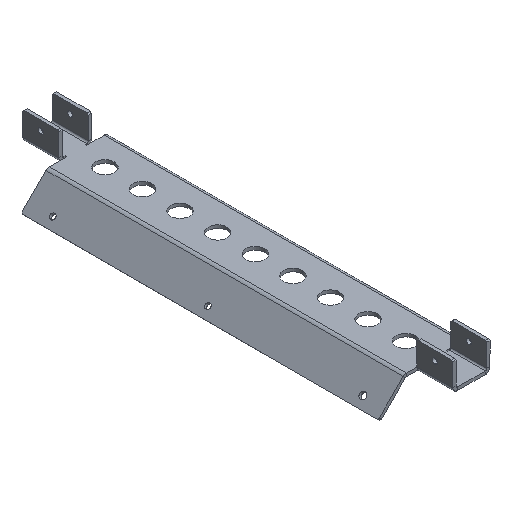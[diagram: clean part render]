
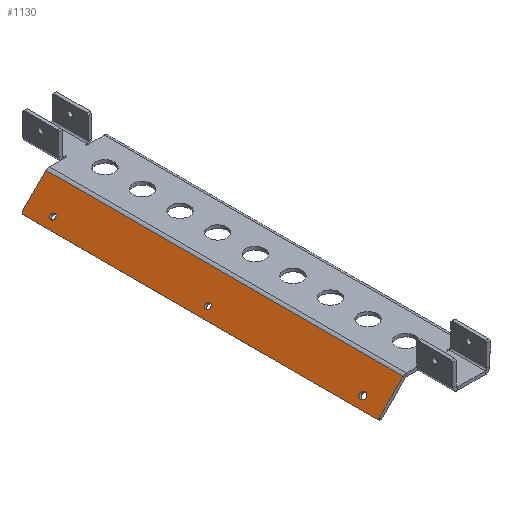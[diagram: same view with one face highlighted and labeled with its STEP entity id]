
A CAD part, isometric view. The second image highlights one B-rep face of the part: STEP entity #1130.
In plain terms, the highlighted planar face has unit normal (-0.707, 0, 0.707).
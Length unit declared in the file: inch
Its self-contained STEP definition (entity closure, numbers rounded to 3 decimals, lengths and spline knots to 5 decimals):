
#64 = DIRECTION ( 'NONE',  ( -0.707, 0., 0.707 ) ) ;
#93 = CARTESIAN_POINT ( 'NONE',  ( -1.95402, -0.0625, -0.65761 ) ) ;
#152 = ORIENTED_EDGE ( 'NONE', *, *, #985, .T. ) ;
#197 = VECTOR ( 'NONE', #2195, 39.37008 ) ;
#208 = ORIENTED_EDGE ( 'NONE', *, *, #542, .F. ) ;
#401 = CARTESIAN_POINT ( 'NONE',  ( -1.22633, -7.125, 0.07008 ) ) ;
#443 = DIRECTION ( 'NONE',  ( 0.707, 0., 0.707 ) ) ;
#478 = CARTESIAN_POINT ( 'NONE',  ( -1.95402, -6.25, -0.65761 ) ) ;
#539 = VERTEX_POINT ( 'NONE', #1149 ) ;
#542 = EDGE_CURVE ( 'NONE', #2914, #2140, #1868, .T. ) ;
#545 = ORIENTED_EDGE ( 'NONE', *, *, #2300, .T. ) ;
#558 = ORIENTED_EDGE ( 'NONE', *, *, #5377, .F. ) ;
#655 = CARTESIAN_POINT ( 'NONE',  ( -0.66115, 0., 0.63526 ) ) ;
#688 = EDGE_CURVE ( 'NONE', #1902, #4434, #4971, .T. ) ;
#746 = CARTESIAN_POINT ( 'NONE',  ( -1.95402, 6.125, -0.65761 ) ) ;
#833 = CARTESIAN_POINT ( 'NONE',  ( -1.87978, 6.125, -0.58336 ) ) ;
#835 = VERTEX_POINT ( 'NONE', #833 ) ;
#843 = AXIS2_PLACEMENT_3D ( 'NONE', #5289, #1283, #1201 ) ;
#858 = ORIENTED_EDGE ( 'NONE', *, *, #4342, .F. ) ;
#875 = LINE ( 'NONE', #904, #2879 ) ;
#904 = CARTESIAN_POINT ( 'NONE',  ( -2.21919, 0., -0.92277 ) ) ;
#928 = LINE ( 'NONE', #4143, #4319 ) ;
#973 = DIRECTION ( 'NONE',  ( -0.707, 0., 0.707 ) ) ;
#985 = EDGE_CURVE ( 'NONE', #3595, #1795, #928, .T. ) ;
#1005 = LINE ( 'NONE', #2190, #4326 ) ;
#1034 = CIRCLE ( 'NONE', #843, 0.105 ) ;
#1122 = CARTESIAN_POINT ( 'NONE',  ( -2.04736, -6.25, -0.75095 ) ) ;
#1130 = ADVANCED_FACE ( 'NONE', ( #4897, #4508, #1465, #3762 ), #1217, .F. ) ;
#1149 = CARTESIAN_POINT ( 'NONE',  ( -2.21919, -7.075, -0.92277 ) ) ;
#1201 = DIRECTION ( 'NONE',  ( 0.707, 0., 0.707 ) ) ;
#1217 = PLANE ( 'NONE',  #1770 ) ;
#1229 = EDGE_LOOP ( 'NONE', ( #545, #1723, #5398, #1783, #1558, #152 ) ) ;
#1283 = DIRECTION ( 'NONE',  ( -0.707, 0., 0.707 ) ) ;
#1323 = DIRECTION ( 'NONE',  ( 0.707, 0., 0.707 ) ) ;
#1400 = EDGE_LOOP ( 'NONE', ( #558, #858 ) ) ;
#1461 = AXIS2_PLACEMENT_3D ( 'NONE', #746, #3444, #5600 ) ;
#1465 = FACE_BOUND ( 'NONE', #3177, .T. ) ;
#1503 = AXIS2_PLACEMENT_3D ( 'NONE', #1733, #1758, #1323 ) ;
#1511 = EDGE_CURVE ( 'NONE', #4676, #4434, #1005, .T. ) ;
#1558 = ORIENTED_EDGE ( 'NONE', *, *, #5237, .T. ) ;
#1559 = CARTESIAN_POINT ( 'NONE',  ( -2.18383, -7.125, -0.88742 ) ) ;
#1571 = DIRECTION ( 'NONE',  ( -0.707, 0., 0.707 ) ) ;
#1723 = ORIENTED_EDGE ( 'NONE', *, *, #3513, .T. ) ;
#1733 = CARTESIAN_POINT ( 'NONE',  ( -1.95402, 6.125, -0.65761 ) ) ;
#1755 = EDGE_CURVE ( 'NONE', #835, #3640, #2028, .T. ) ;
#1758 = DIRECTION ( 'NONE',  ( -0.707, 0., 0.707 ) ) ;
#1770 = AXIS2_PLACEMENT_3D ( 'NONE', #655, #4674, #4921 ) ;
#1783 = ORIENTED_EDGE ( 'NONE', *, *, #1511, .F. ) ;
#1793 = DIRECTION ( 'NONE',  ( 0.707, 0., 0.707 ) ) ;
#1795 = VERTEX_POINT ( 'NONE', #3914 ) ;
#1840 = DIRECTION ( 'NONE',  ( 0.707, 0., 0.707 ) ) ;
#1868 = CIRCLE ( 'NONE', #3394, 0.132 ) ;
#1902 = VERTEX_POINT ( 'NONE', #4907 ) ;
#2028 = CIRCLE ( 'NONE', #1503, 0.105 ) ;
#2032 = DIRECTION ( 'NONE',  ( 0., -1., 0. ) ) ;
#2140 = VERTEX_POINT ( 'NONE', #1122 ) ;
#2190 = CARTESIAN_POINT ( 'NONE',  ( -1.22633, -7.125, 0.07008 ) ) ;
#2195 = DIRECTION ( 'NONE',  ( 0.5, -0.707, 0.5 ) ) ;
#2300 = EDGE_CURVE ( 'NONE', #1795, #539, #875, .T. ) ;
#2315 = DIRECTION ( 'NONE',  ( 0., -1., 0. ) ) ;
#2323 = CARTESIAN_POINT ( 'NONE',  ( -1.95402, -6.25, -0.65761 ) ) ;
#2520 = CARTESIAN_POINT ( 'NONE',  ( -2.02827, -0.0625, -0.73186 ) ) ;
#2565 = LINE ( 'NONE', #5316, #4613 ) ;
#2599 = DIRECTION ( 'NONE',  ( -0.5, -0.707, -0.5 ) ) ;
#2751 = DIRECTION ( 'NONE',  ( -0.707, 0., -0.707 ) ) ;
#2803 = CARTESIAN_POINT ( 'NONE',  ( -2.02827, 6.125, -0.73186 ) ) ;
#2826 = EDGE_CURVE ( 'NONE', #2140, #2914, #3451, .T. ) ;
#2837 = CARTESIAN_POINT ( 'NONE',  ( -2.18383, 7.125, -0.88742 ) ) ;
#2879 = VECTOR ( 'NONE', #2032, 39.37008 ) ;
#2914 = VERTEX_POINT ( 'NONE', #4900 ) ;
#3177 = EDGE_LOOP ( 'NONE', ( #208, #5499 ) ) ;
#3394 = AXIS2_PLACEMENT_3D ( 'NONE', #2323, #64, #4310 ) ;
#3428 = VECTOR ( 'NONE', #1793, 39.37008 ) ;
#3444 = DIRECTION ( 'NONE',  ( -0.707, 0., 0.707 ) ) ;
#3451 = CIRCLE ( 'NONE', #4834, 0.132 ) ;
#3513 = EDGE_CURVE ( 'NONE', #539, #1902, #5436, .T. ) ;
#3595 = VERTEX_POINT ( 'NONE', #2837 ) ;
#3609 = VERTEX_POINT ( 'NONE', #4005 ) ;
#3640 = VERTEX_POINT ( 'NONE', #2803 ) ;
#3740 = ORIENTED_EDGE ( 'NONE', *, *, #4137, .F. ) ;
#3762 = FACE_OUTER_BOUND ( 'NONE', #1229, .T. ) ;
#3874 = VERTEX_POINT ( 'NONE', #2520 ) ;
#3914 = CARTESIAN_POINT ( 'NONE',  ( -2.21919, 7.075, -0.92277 ) ) ;
#3995 = CIRCLE ( 'NONE', #1461, 0.105 ) ;
#4005 = CARTESIAN_POINT ( 'NONE',  ( -1.87978, -0.0625, -0.58336 ) ) ;
#4020 = EDGE_LOOP ( 'NONE', ( #5232, #3740 ) ) ;
#4040 = AXIS2_PLACEMENT_3D ( 'NONE', #93, #973, #1840 ) ;
#4137 = EDGE_CURVE ( 'NONE', #3640, #835, #3995, .T. ) ;
#4143 = CARTESIAN_POINT ( 'NONE',  ( -2.21919, 7.075, -0.92277 ) ) ;
#4310 = DIRECTION ( 'NONE',  ( 0.707, 0., 0.707 ) ) ;
#4319 = VECTOR ( 'NONE', #2599, 39.37008 ) ;
#4326 = VECTOR ( 'NONE', #2315, 39.37008 ) ;
#4342 = EDGE_CURVE ( 'NONE', #3874, #3609, #1034, .T. ) ;
#4429 = CARTESIAN_POINT ( 'NONE',  ( -0.66115, -7.125, 0.63526 ) ) ;
#4434 = VERTEX_POINT ( 'NONE', #401 ) ;
#4471 = CARTESIAN_POINT ( 'NONE',  ( -1.22633, 7.125, 0.07008 ) ) ;
#4483 = CIRCLE ( 'NONE', #4040, 0.105 ) ;
#4508 = FACE_BOUND ( 'NONE', #1400, .T. ) ;
#4613 = VECTOR ( 'NONE', #2751, 39.37008 ) ;
#4674 = DIRECTION ( 'NONE',  ( 0.707, 0., -0.707 ) ) ;
#4676 = VERTEX_POINT ( 'NONE', #4471 ) ;
#4834 = AXIS2_PLACEMENT_3D ( 'NONE', #478, #1571, #443 ) ;
#4897 = FACE_BOUND ( 'NONE', #4020, .T. ) ;
#4900 = CARTESIAN_POINT ( 'NONE',  ( -1.86069, -6.25, -0.56427 ) ) ;
#4907 = CARTESIAN_POINT ( 'NONE',  ( -2.18383, -7.125, -0.88742 ) ) ;
#4921 = DIRECTION ( 'NONE',  ( -0.707, 0., -0.707 ) ) ;
#4971 = LINE ( 'NONE', #4429, #3428 ) ;
#5232 = ORIENTED_EDGE ( 'NONE', *, *, #1755, .F. ) ;
#5237 = EDGE_CURVE ( 'NONE', #4676, #3595, #2565, .T. ) ;
#5289 = CARTESIAN_POINT ( 'NONE',  ( -1.95402, -0.0625, -0.65761 ) ) ;
#5316 = CARTESIAN_POINT ( 'NONE',  ( -0.66115, 7.125, 0.63526 ) ) ;
#5377 = EDGE_CURVE ( 'NONE', #3609, #3874, #4483, .T. ) ;
#5398 = ORIENTED_EDGE ( 'NONE', *, *, #688, .T. ) ;
#5436 = LINE ( 'NONE', #1559, #197 ) ;
#5499 = ORIENTED_EDGE ( 'NONE', *, *, #2826, .F. ) ;
#5600 = DIRECTION ( 'NONE',  ( 0.707, 0., 0.707 ) ) ;
